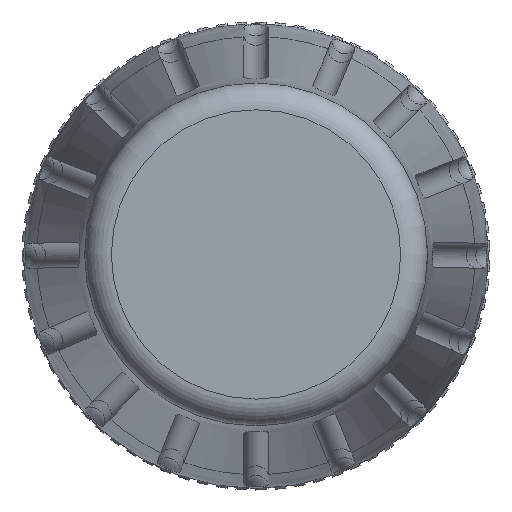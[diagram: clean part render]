
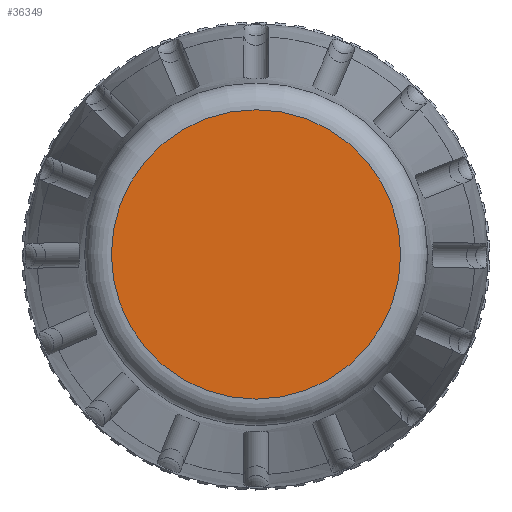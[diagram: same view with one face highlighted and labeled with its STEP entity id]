
A CAD part, top view. The second image highlights one B-rep face of the part: STEP entity #36349.
In plain terms, the highlighted planar face has unit normal (0, 0, 1).
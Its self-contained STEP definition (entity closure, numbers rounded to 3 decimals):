
#36178 = VERTEX_POINT('',#36179);
#36179 = CARTESIAN_POINT('',(16.2,0.,103.4));
#36186 = EDGE_CURVE('',#36178,#36178,#36187,.T.);
#36187 = CIRCLE('',#36188,16.2);
#36188 = AXIS2_PLACEMENT_3D('',#36189,#36190,#36191);
#36189 = CARTESIAN_POINT('',(0.,0.,103.4));
#36190 = DIRECTION('',(0.,0.,-1.));
#36191 = DIRECTION('',(1.,0.,0.));
#36349 = ADVANCED_FACE('',(#36350),#36353,.F.);
#36350 = FACE_BOUND('',#36351,.T.);
#36351 = EDGE_LOOP('',(#36352));
#36352 = ORIENTED_EDGE('',*,*,#36186,.F.);
#36353 = PLANE('',#36354);
#36354 = AXIS2_PLACEMENT_3D('',#36355,#36356,#36357);
#36355 = CARTESIAN_POINT('',(0.,0.,103.4));
#36356 = DIRECTION('',(0.,0.,-1.));
#36357 = DIRECTION('',(1.,0.,0.));
